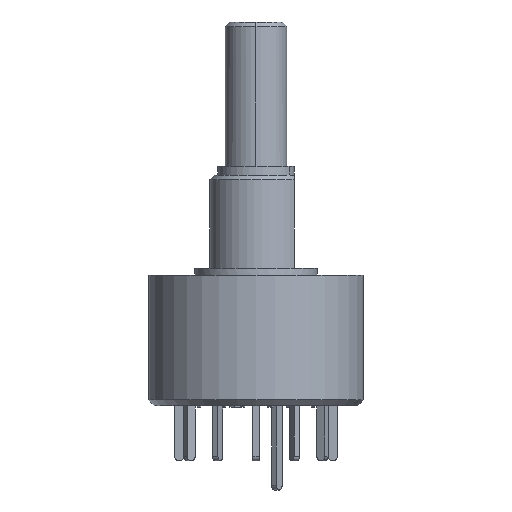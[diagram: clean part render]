
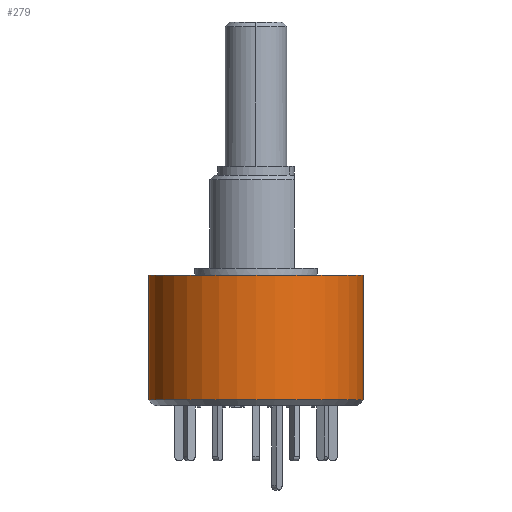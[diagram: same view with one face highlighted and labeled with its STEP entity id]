
A CAD part, left-side view. The second image highlights one B-rep face of the part: STEP entity #279.
In plain terms, the highlighted cylindrical face has radius 7 mm (diameter 14 mm), a partial arc.
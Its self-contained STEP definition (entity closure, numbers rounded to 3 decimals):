
#279 = ADVANCED_FACE ( 'NONE', ( #2779 ), #9865, .T. ) ;
#899 = VERTEX_POINT ( 'NONE', #10362 ) ;
#1330 = DIRECTION ( 'NONE',  ( 0., 0., -1. ) ) ;
#1550 = VECTOR ( 'NONE', #1330, 1000. ) ;
#2779 = FACE_OUTER_BOUND ( 'NONE', #14671, .T. ) ;
#3505 = LINE ( 'NONE', #3967, #12346 ) ;
#3579 = DIRECTION ( 'NONE',  ( 0., 1., 0. ) ) ;
#3722 = CIRCLE ( 'NONE', #12533, 7. ) ;
#3828 = CARTESIAN_POINT ( 'NONE',  ( 0., -7., -0.45 ) ) ;
#3967 = CARTESIAN_POINT ( 'NONE',  ( 0., 7., -0.45 ) ) ;
#4216 = DIRECTION ( 'NONE',  ( 0., 0., 1. ) ) ;
#4448 = CARTESIAN_POINT ( 'NONE',  ( 0., 0., -0.45 ) ) ;
#4668 = ORIENTED_EDGE ( 'NONE', *, *, #6703, .T. ) ;
#5175 = LINE ( 'NONE', #16081, #1550 ) ;
#6419 = CARTESIAN_POINT ( 'NONE',  ( 0., 0., -0.45 ) ) ;
#6703 = EDGE_CURVE ( 'NONE', #10798, #11107, #6998, .T. ) ;
#6998 = CIRCLE ( 'NONE', #16572, 7. ) ;
#7264 = EDGE_CURVE ( 'NONE', #899, #7879, #3722, .T. ) ;
#7548 = EDGE_CURVE ( 'NONE', #899, #10798, #3505, .T. ) ;
#7879 = VERTEX_POINT ( 'NONE', #3828 ) ;
#9348 = CARTESIAN_POINT ( 'NONE',  ( 0., 7., -8.574 ) ) ;
#9865 = CYLINDRICAL_SURFACE ( 'NONE', #11734, 7. ) ;
#9919 = DIRECTION ( 'NONE',  ( 0., 0., -1. ) ) ;
#9935 = DIRECTION ( 'NONE',  ( 0., 0., 1. ) ) ;
#10269 = ORIENTED_EDGE ( 'NONE', *, *, #15640, .F. ) ;
#10362 = CARTESIAN_POINT ( 'NONE',  ( 0., 7., -0.45 ) ) ;
#10798 = VERTEX_POINT ( 'NONE', #9348 ) ;
#11107 = VERTEX_POINT ( 'NONE', #11635 ) ;
#11632 = ORIENTED_EDGE ( 'NONE', *, *, #7548, .T. ) ;
#11635 = CARTESIAN_POINT ( 'NONE',  ( 0., -7., -8.574 ) ) ;
#11734 = AXIS2_PLACEMENT_3D ( 'NONE', #6419, #11892, #3579 ) ;
#11892 = DIRECTION ( 'NONE',  ( 0., 0., -1. ) ) ;
#12346 = VECTOR ( 'NONE', #9919, 1000. ) ;
#12482 = CARTESIAN_POINT ( 'NONE',  ( 0., 0., -8.574 ) ) ;
#12533 = AXIS2_PLACEMENT_3D ( 'NONE', #4448, #9935, #15497 ) ;
#12889 = ORIENTED_EDGE ( 'NONE', *, *, #7264, .F. ) ;
#14671 = EDGE_LOOP ( 'NONE', ( #10269, #12889, #11632, #4668 ) ) ;
#15252 = DIRECTION ( 'NONE',  ( 0., -1., 0. ) ) ;
#15497 = DIRECTION ( 'NONE',  ( 0., -1., 0. ) ) ;
#15640 = EDGE_CURVE ( 'NONE', #7879, #11107, #5175, .T. ) ;
#16081 = CARTESIAN_POINT ( 'NONE',  ( 0., -7., -0.45 ) ) ;
#16572 = AXIS2_PLACEMENT_3D ( 'NONE', #12482, #4216, #15252 ) ;
